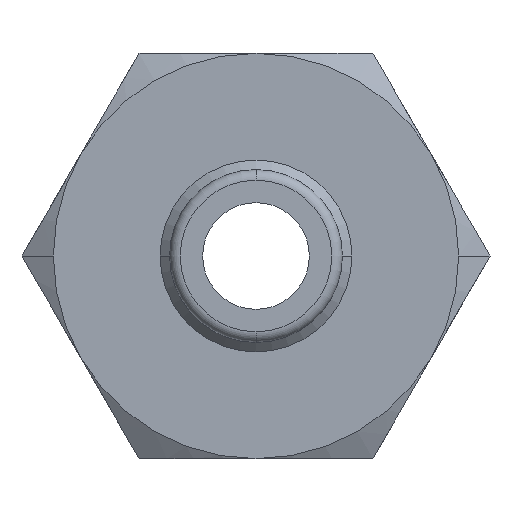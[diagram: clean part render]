
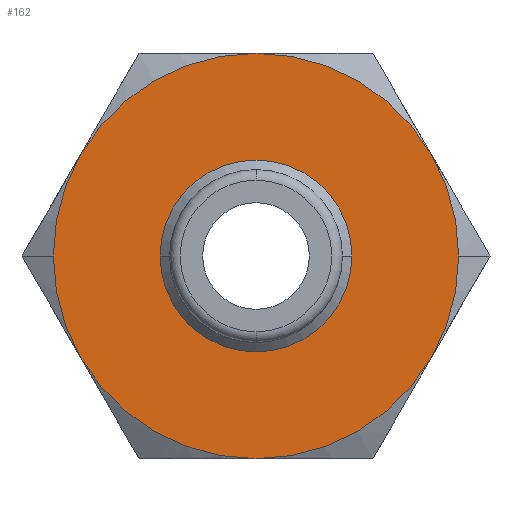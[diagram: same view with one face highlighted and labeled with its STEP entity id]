
A CAD part, front view. The second image highlights one B-rep face of the part: STEP entity #162.
In plain terms, the highlighted planar face has unit normal (0, -1, 0).
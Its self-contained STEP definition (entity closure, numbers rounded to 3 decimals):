
#162=ADVANCED_FACE('',(#323,#324),#325,.T.);
#323=FACE_OUTER_BOUND('',#478,.T.);
#324=FACE_BOUND('',#479,.T.);
#325=PLANE('',#480);
#478=EDGE_LOOP('',(#857,#858,#859,#860,#861,#862,#863,#864));
#479=EDGE_LOOP('',(#865,#866));
#480=AXIS2_PLACEMENT_3D('',#867,#868,#869);
#857=ORIENTED_EDGE('',*,*,#964,.F.);
#858=ORIENTED_EDGE('',*,*,#1019,.F.);
#859=ORIENTED_EDGE('',*,*,#995,.F.);
#860=ORIENTED_EDGE('',*,*,#985,.F.);
#861=ORIENTED_EDGE('',*,*,#1009,.F.);
#862=ORIENTED_EDGE('',*,*,#1021,.F.);
#863=ORIENTED_EDGE('',*,*,#909,.F.);
#864=ORIENTED_EDGE('',*,*,#976,.F.);
#865=ORIENTED_EDGE('',*,*,#905,.F.);
#866=ORIENTED_EDGE('',*,*,#1034,.F.);
#867=CARTESIAN_POINT('',(4.75,14.0,0.0));
#868=DIRECTION('',(-0.0,-1.0,-0.0));
#869=DIRECTION('',(-1.0,0.0,0.0));
#905=EDGE_CURVE('',#1070,#1066,#1072,.T.);
#909=EDGE_CURVE('',#1077,#1074,#1079,.T.);
#964=EDGE_CURVE('',#1166,#1163,#1168,.T.);
#976=EDGE_CURVE('',#1163,#1077,#1180,.T.);
#985=EDGE_CURVE('',#1191,#1193,#1194,.T.);
#995=EDGE_CURVE('',#1193,#1097,#1204,.T.);
#1009=EDGE_CURVE('',#1211,#1191,#1219,.T.);
#1019=EDGE_CURVE('',#1097,#1166,#1229,.T.);
#1021=EDGE_CURVE('',#1074,#1211,#1231,.T.);
#1034=EDGE_CURVE('',#1066,#1070,#1244,.T.);
#1066=VERTEX_POINT('',#1300);
#1070=VERTEX_POINT('',#1305);
#1072=CIRCLE('',#1308,4.5);
#1074=VERTEX_POINT('',#1310);
#1077=VERTEX_POINT('',#1324);
#1079=CIRCLE('',#1337,9.5);
#1097=VERTEX_POINT('',#1359);
#1163=VERTEX_POINT('',#1521);
#1166=VERTEX_POINT('',#1525);
#1168=CIRCLE('',#1538,9.5);
#1180=CIRCLE('',#1575,9.5);
#1191=VERTEX_POINT('',#1621);
#1193=VERTEX_POINT('',#1624);
#1194=CIRCLE('',#1625,9.5);
#1204=CIRCLE('',#1657,9.5);
#1211=VERTEX_POINT('',#1676);
#1219=CIRCLE('',#1717,9.5);
#1229=CIRCLE('',#1731,9.5);
#1231=CIRCLE('',#1733,9.5);
#1244=CIRCLE('',#1748,4.5);
#1300=CARTESIAN_POINT('',(4.5,14.0,0.));
#1305=CARTESIAN_POINT('',(-4.5,14.0,0.));
#1308=AXIS2_PLACEMENT_3D('',#1782,#1783,#1784);
#1310=CARTESIAN_POINT('',(0.0,14.0,-9.5));
#1324=CARTESIAN_POINT('',(8.227,14.0,-4.75));
#1337=AXIS2_PLACEMENT_3D('',#1785,#1786,#1787);
#1359=CARTESIAN_POINT('',(0.,14.0,9.5));
#1521=CARTESIAN_POINT('',(9.5,14.0,0.));
#1525=CARTESIAN_POINT('',(8.227,14.0,4.75));
#1538=AXIS2_PLACEMENT_3D('',#1861,#1862,#1863);
#1575=AXIS2_PLACEMENT_3D('',#1873,#1874,#1875);
#1621=CARTESIAN_POINT('',(-9.5,14.0,0.));
#1624=CARTESIAN_POINT('',(-8.227,14.0,4.75));
#1625=AXIS2_PLACEMENT_3D('',#1879,#1880,#1881);
#1657=AXIS2_PLACEMENT_3D('',#1894,#1895,#1896);
#1676=CARTESIAN_POINT('',(-8.227,14.0,-4.75));
#1717=AXIS2_PLACEMENT_3D('',#1901,#1902,#1903);
#1731=AXIS2_PLACEMENT_3D('',#1911,#1912,#1913);
#1733=AXIS2_PLACEMENT_3D('',#1914,#1915,#1916);
#1748=AXIS2_PLACEMENT_3D('',#1925,#1926,#1927);
#1782=CARTESIAN_POINT('',(0.0,14.0,0.0));
#1783=DIRECTION('',(0.0,-1.0,0.0));
#1784=DIRECTION('',(1.0,0.0,0.0));
#1785=CARTESIAN_POINT('',(0.0,14.0,0.0));
#1786=DIRECTION('',(-0.0,1.0,0.0));
#1787=DIRECTION('',(1.0,0.0,0.0));
#1861=CARTESIAN_POINT('',(0.0,14.0,0.0));
#1862=DIRECTION('',(-0.0,1.0,0.0));
#1863=DIRECTION('',(1.0,0.0,0.0));
#1873=CARTESIAN_POINT('',(0.0,14.0,0.0));
#1874=DIRECTION('',(-0.0,1.0,0.0));
#1875=DIRECTION('',(1.0,0.0,0.0));
#1879=CARTESIAN_POINT('',(0.0,14.0,0.0));
#1880=DIRECTION('',(-0.0,1.0,0.0));
#1881=DIRECTION('',(1.0,0.0,0.0));
#1894=CARTESIAN_POINT('',(0.0,14.0,0.0));
#1895=DIRECTION('',(-0.0,1.0,0.0));
#1896=DIRECTION('',(1.0,0.0,0.0));
#1901=CARTESIAN_POINT('',(0.0,14.0,0.0));
#1902=DIRECTION('',(-0.0,1.0,0.0));
#1903=DIRECTION('',(1.0,0.0,0.0));
#1911=CARTESIAN_POINT('',(0.0,14.0,0.0));
#1912=DIRECTION('',(-0.0,1.0,0.0));
#1913=DIRECTION('',(1.0,0.0,0.0));
#1914=CARTESIAN_POINT('',(0.0,14.0,0.0));
#1915=DIRECTION('',(-0.0,1.0,0.0));
#1916=DIRECTION('',(1.0,0.0,0.0));
#1925=CARTESIAN_POINT('',(0.0,14.0,0.0));
#1926=DIRECTION('',(0.0,-1.0,0.0));
#1927=DIRECTION('',(1.0,0.0,0.0));
